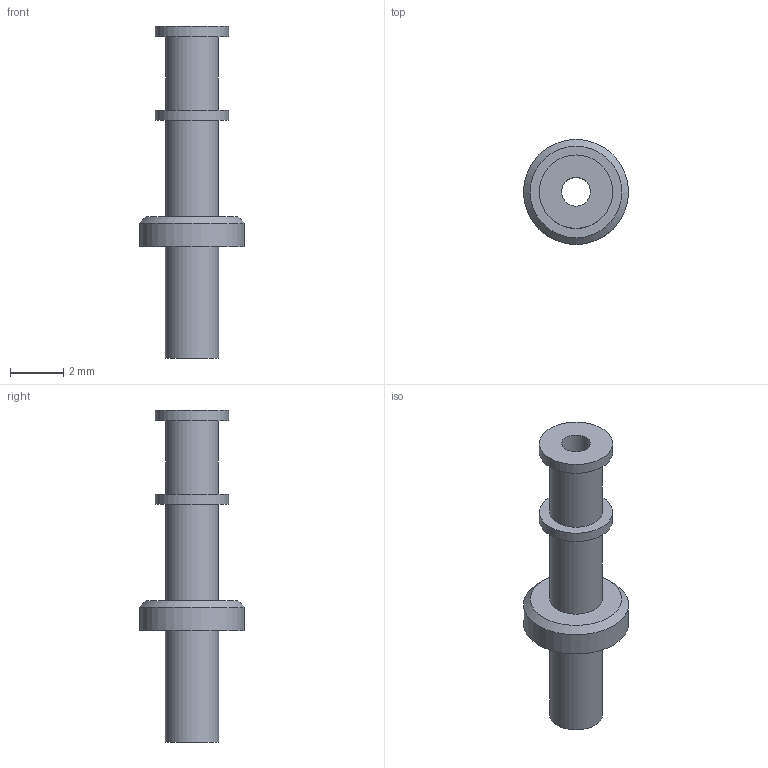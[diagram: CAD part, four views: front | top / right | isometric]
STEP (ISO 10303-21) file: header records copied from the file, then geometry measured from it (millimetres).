
FILE_DESCRIPTION(/* description */ ('STEP AP242','CAx-IF Rec.Pracs.---Representation and Presentation of Product Manufacturing Information (PMI)---4.0---2014-10-13','CAx-IF Rec.Pracs.---3D Tessellated Geometry---0.4---2014-09-14','2;1'),/* implementation_level */ '2;1');
FILE_NAME(/* name */ '62afb034fd027601c1c8c5a6',/* time_stamp */ '2022-06-19T23:24:36+00:00',/* author */ (''),/* organization */ (''),/* preprocessor_version */ 'ST-DEVELOPER v18.102',/* originating_system */ ' ',/* authorisation */ ' ');
FILE_SCHEMA (('AP242_MANAGED_MODEL_BASED_3D_ENGINEERING_MIM_LF { 1 0 10303 442 1 1 4 }'));
Length unit declared in the file: metre
Products named in the file (1): Part 1
Bounding box: 3.96 x 3.96 x 12.52 mm (x, y, z)
Volume: 39.7 mm3; surface area: 162.9 mm2
Topology: 1 solids, 1 shells, 15 faces, 24 edges, 16 vertices
Faces by surface type: plane 7, cylinder 7, cone 1
Full cylindrical faces by diameter (mm): 1.092 x1, 1.981 x2, 2.007 x1, 2.769 x2, 3.962 x1
Entity records: 330 total; most frequent: DIRECTION 62, CARTESIAN_POINT 46, AXIS2_PLACEMENT_3D 31, ORIENTED_EDGE 30, EDGE_LOOP 30, FACE_BOUND 30, EDGE_CURVE 15, VERTEX_POINT 15
